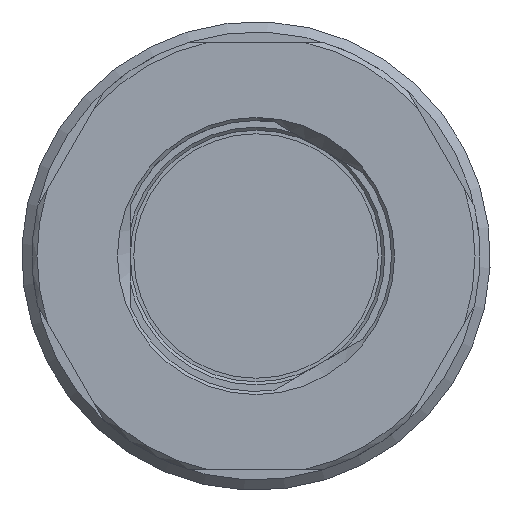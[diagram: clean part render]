
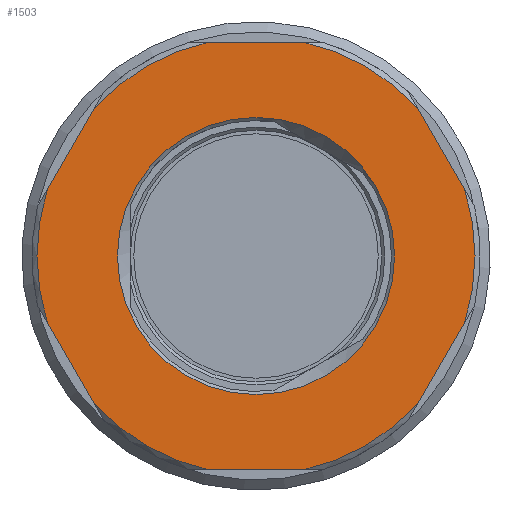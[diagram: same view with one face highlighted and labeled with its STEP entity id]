
A CAD part, left-side view. The second image highlights one B-rep face of the part: STEP entity #1503.
In plain terms, the highlighted planar face has unit normal (-1, 0, 0).
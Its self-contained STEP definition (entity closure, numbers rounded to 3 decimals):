
#186=FACE_BOUND('',#369,.T.);
#208=PLANE('',#1682);
#274=FACE_OUTER_BOUND('',#368,.T.);
#368=EDGE_LOOP('',(#1253,#1254,#1255,#1256,#1257,#1258,#1259,#1260,#1261,
#1262,#1263,#1264));
#369=EDGE_LOOP('',(#1265,#1266));
#438=LINE('',#2523,#502);
#439=LINE('',#2527,#503);
#440=LINE('',#2531,#504);
#441=LINE('',#2535,#505);
#442=LINE('',#2539,#506);
#443=LINE('',#2543,#507);
#502=VECTOR('',#2041,10.);
#503=VECTOR('',#2044,10.);
#504=VECTOR('',#2047,10.);
#505=VECTOR('',#2050,10.);
#506=VECTOR('',#2053,10.);
#507=VECTOR('',#2056,10.);
#592=CIRCLE('',#1665,6.8);
#593=CIRCLE('',#1666,6.8);
#601=CIRCLE('',#1683,10.75);
#602=CIRCLE('',#1684,10.75);
#603=CIRCLE('',#1685,10.75);
#604=CIRCLE('',#1686,10.75);
#605=CIRCLE('',#1687,10.75);
#606=CIRCLE('',#1688,10.75);
#709=VERTEX_POINT('',#2481);
#710=VERTEX_POINT('',#2483);
#720=VERTEX_POINT('',#2521);
#721=VERTEX_POINT('',#2522);
#722=VERTEX_POINT('',#2524);
#723=VERTEX_POINT('',#2526);
#724=VERTEX_POINT('',#2528);
#725=VERTEX_POINT('',#2530);
#726=VERTEX_POINT('',#2532);
#727=VERTEX_POINT('',#2534);
#728=VERTEX_POINT('',#2536);
#729=VERTEX_POINT('',#2538);
#730=VERTEX_POINT('',#2540);
#731=VERTEX_POINT('',#2542);
#891=EDGE_CURVE('',#710,#709,#592,.T.);
#892=EDGE_CURVE('',#709,#710,#593,.T.);
#910=EDGE_CURVE('',#720,#721,#438,.T.);
#911=EDGE_CURVE('',#722,#721,#601,.T.);
#912=EDGE_CURVE('',#722,#723,#439,.T.);
#913=EDGE_CURVE('',#724,#723,#602,.T.);
#914=EDGE_CURVE('',#724,#725,#440,.T.);
#915=EDGE_CURVE('',#726,#725,#603,.T.);
#916=EDGE_CURVE('',#726,#727,#441,.T.);
#917=EDGE_CURVE('',#728,#727,#604,.T.);
#918=EDGE_CURVE('',#728,#729,#442,.T.);
#919=EDGE_CURVE('',#730,#729,#605,.T.);
#920=EDGE_CURVE('',#730,#731,#443,.T.);
#921=EDGE_CURVE('',#720,#731,#606,.T.);
#1253=ORIENTED_EDGE('',*,*,#910,.T.);
#1254=ORIENTED_EDGE('',*,*,#911,.F.);
#1255=ORIENTED_EDGE('',*,*,#912,.T.);
#1256=ORIENTED_EDGE('',*,*,#913,.F.);
#1257=ORIENTED_EDGE('',*,*,#914,.T.);
#1258=ORIENTED_EDGE('',*,*,#915,.F.);
#1259=ORIENTED_EDGE('',*,*,#916,.T.);
#1260=ORIENTED_EDGE('',*,*,#917,.F.);
#1261=ORIENTED_EDGE('',*,*,#918,.T.);
#1262=ORIENTED_EDGE('',*,*,#919,.F.);
#1263=ORIENTED_EDGE('',*,*,#920,.T.);
#1264=ORIENTED_EDGE('',*,*,#921,.F.);
#1265=ORIENTED_EDGE('',*,*,#891,.T.);
#1266=ORIENTED_EDGE('',*,*,#892,.T.);
#1503=ADVANCED_FACE('',(#274,#186),#208,.T.);
#1665=AXIS2_PLACEMENT_3D('',#2484,#1995,#1996);
#1666=AXIS2_PLACEMENT_3D('',#2485,#1997,#1998);
#1682=AXIS2_PLACEMENT_3D('',#2520,#2039,#2040);
#1683=AXIS2_PLACEMENT_3D('',#2525,#2042,#2043);
#1684=AXIS2_PLACEMENT_3D('',#2529,#2045,#2046);
#1685=AXIS2_PLACEMENT_3D('',#2533,#2048,#2049);
#1686=AXIS2_PLACEMENT_3D('',#2537,#2051,#2052);
#1687=AXIS2_PLACEMENT_3D('',#2541,#2054,#2055);
#1688=AXIS2_PLACEMENT_3D('',#2544,#2057,#2058);
#1995=DIRECTION('center_axis',(1.,0.,0.));
#1996=DIRECTION('ref_axis',(0.,0.,-1.));
#1997=DIRECTION('center_axis',(1.,0.,0.));
#1998=DIRECTION('ref_axis',(0.,0.,-1.));
#2039=DIRECTION('center_axis',(-1.,0.,0.));
#2040=DIRECTION('ref_axis',(0.,0.,1.));
#2041=DIRECTION('',(0.,-0.5,-0.866));
#2042=DIRECTION('center_axis',(1.,0.,0.));
#2043=DIRECTION('ref_axis',(0.,-1.,0.));
#2044=DIRECTION('',(0.,-1.,0.));
#2045=DIRECTION('center_axis',(1.,0.,0.));
#2046=DIRECTION('ref_axis',(0.,-1.,0.));
#2047=DIRECTION('',(0.,-0.5,0.866));
#2048=DIRECTION('center_axis',(1.,0.,0.));
#2049=DIRECTION('ref_axis',(0.,-1.,0.));
#2050=DIRECTION('',(0.,0.5,0.866));
#2051=DIRECTION('center_axis',(1.,0.,0.));
#2052=DIRECTION('ref_axis',(0.,-1.,0.));
#2053=DIRECTION('',(0.,1.,0.));
#2054=DIRECTION('center_axis',(1.,0.,0.));
#2055=DIRECTION('ref_axis',(0.,-1.,0.));
#2056=DIRECTION('',(0.,0.5,-0.866));
#2057=DIRECTION('center_axis',(1.,0.,0.));
#2058=DIRECTION('ref_axis',(0.,-1.,0.));
#2481=CARTESIAN_POINT('',(0.,0.,6.8));
#2483=CARTESIAN_POINT('',(0.,0.,-6.8));
#2484=CARTESIAN_POINT('Origin',(0.,0.,0.));
#2485=CARTESIAN_POINT('Origin',(0.,0.,0.));
#2520=CARTESIAN_POINT('Origin',(0.,0.,0.));
#2521=CARTESIAN_POINT('',(0.,10.246,-3.254));
#2522=CARTESIAN_POINT('',(0.,7.941,-7.246));
#2523=CARTESIAN_POINT('',(0.,10.609,-2.625));
#2524=CARTESIAN_POINT('',(0.,2.305,-10.5));
#2525=CARTESIAN_POINT('Origin',(0.,0.,0.));
#2526=CARTESIAN_POINT('',(0.,-2.305,-10.5));
#2527=CARTESIAN_POINT('',(0.,3.031,-10.5));
#2528=CARTESIAN_POINT('',(0.,-7.941,-7.246));
#2529=CARTESIAN_POINT('Origin',(0.,0.,0.));
#2530=CARTESIAN_POINT('',(0.,-10.246,-3.254));
#2531=CARTESIAN_POINT('',(0.,-7.578,-7.875));
#2532=CARTESIAN_POINT('',(0.,-10.246,3.254));
#2533=CARTESIAN_POINT('Origin',(0.,0.,0.));
#2534=CARTESIAN_POINT('',(0.,-7.941,7.246));
#2535=CARTESIAN_POINT('',(0.,-10.609,2.625));
#2536=CARTESIAN_POINT('',(0.,-2.305,10.5));
#2537=CARTESIAN_POINT('Origin',(0.,0.,0.));
#2538=CARTESIAN_POINT('',(0.,2.305,10.5));
#2539=CARTESIAN_POINT('',(0.,-3.031,10.5));
#2540=CARTESIAN_POINT('',(0.,7.941,7.246));
#2541=CARTESIAN_POINT('Origin',(0.,0.,0.));
#2542=CARTESIAN_POINT('',(0.,10.246,3.254));
#2543=CARTESIAN_POINT('',(0.,7.578,7.875));
#2544=CARTESIAN_POINT('Origin',(0.,0.,0.));
